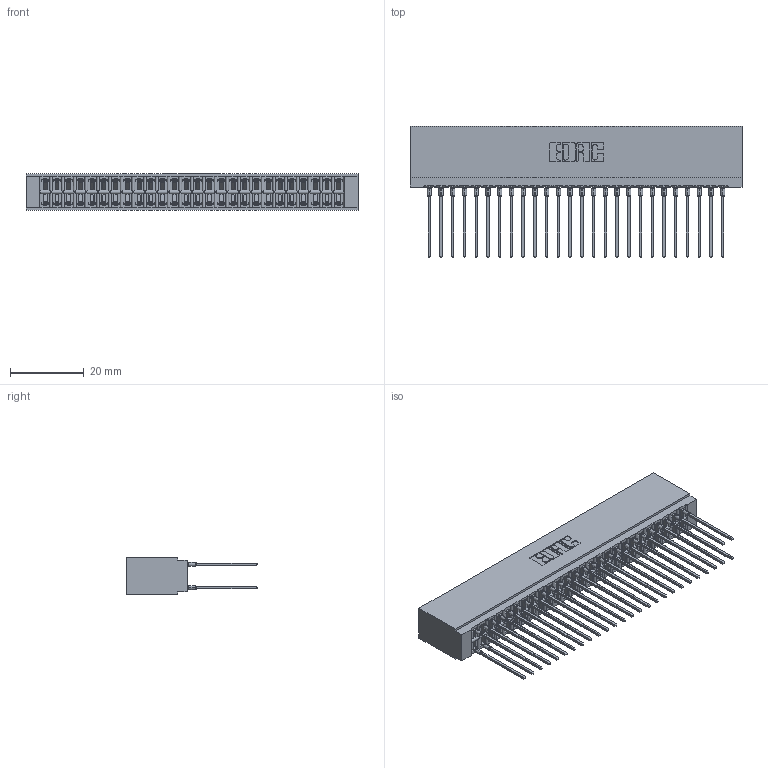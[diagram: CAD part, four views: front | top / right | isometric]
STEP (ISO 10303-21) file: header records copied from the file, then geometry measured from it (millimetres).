
FILE_DESCRIPTION (( 'STEP AP203' ), '1' );
FILE_NAME ('746-052-541-201.STEP', '2026-02-27T19:08:24', ( '' ), ( '' ), 'SwSTEP 2.0', 'SolidWorks 2023', '' );
FILE_SCHEMA (( 'CONFIG_CONTROL_DESIGN' ));
Length unit declared in the file: millimetre
Products named in the file (3): 746-052-541-201; 746-292-001_541; 746 Part_.515 Slot Depth - 01
Assembly tree (53 placements, depth 2):
  746-052-541-201
    746 Part_.515 Slot Depth - 01
    746-292-001_541  x52
Bounding box: 89.79 x 35.42 x 9.91 mm (x, y, z)
Volume: 10008.8 mm3; surface area: 17091.4 mm2
Topology: 53 solids, 53 shells, 4751 faces, 13055 edges, 8313 vertices
Faces by surface type: plane 2447, bspline 1040, cylinder 952, torus 312
Entity records: 42377 total; most frequent: CARTESIAN_POINT 8565, ORIENTED_EDGE 7240, DIRECTION 6072, EDGE_CURVE 3620, VECTOR 3176, LINE 3176, VERTEX_POINT 2397, AXIS2_PLACEMENT_3D 1448
